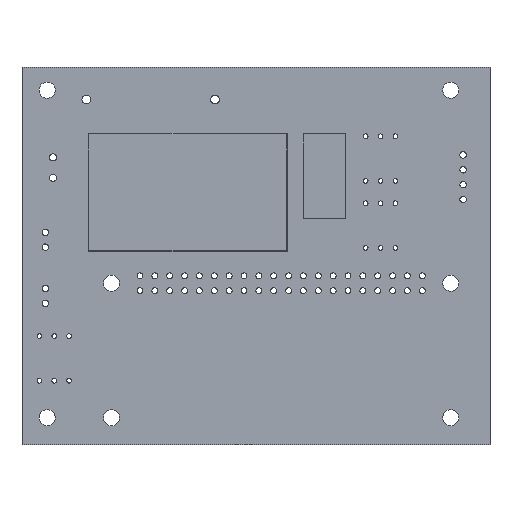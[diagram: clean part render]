
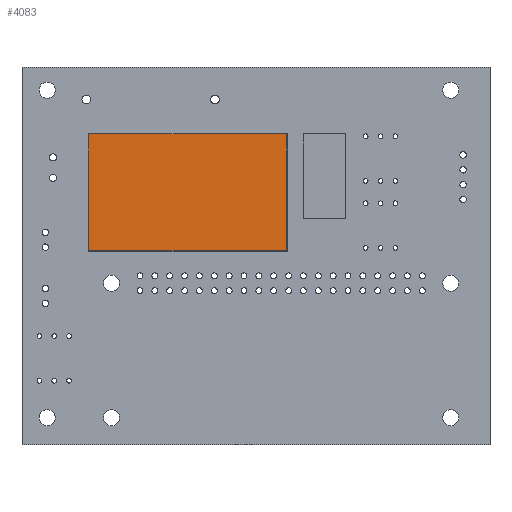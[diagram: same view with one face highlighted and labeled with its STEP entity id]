
A CAD part, top view. The second image highlights one B-rep face of the part: STEP entity #4083.
In plain terms, the highlighted planar face has unit normal (0, 0, 1).
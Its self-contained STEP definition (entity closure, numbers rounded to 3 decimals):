
#3865 = VERTEX_POINT('',#3866);
#3866 = CARTESIAN_POINT('',(0.1,0.1,15.));
#3873 = EDGE_CURVE('',#3865,#3874,#3876,.T.);
#3874 = VERTEX_POINT('',#3875);
#3875 = CARTESIAN_POINT('',(0.1,20.1,15.));
#3876 = LINE('',#3877,#3878);
#3877 = CARTESIAN_POINT('',(0.1,0.,15.));
#3878 = VECTOR('',#3879,1.);
#3879 = DIRECTION('',(0.,1.,0.));
#4083 = ADVANCED_FACE('',(#4084),#4109,.T.);
#4084 = FACE_BOUND('',#4085,.T.);
#4085 = EDGE_LOOP('',(#4086,#4087,#4095,#4103));
#4086 = ORIENTED_EDGE('',*,*,#3873,.F.);
#4087 = ORIENTED_EDGE('',*,*,#4088,.T.);
#4088 = EDGE_CURVE('',#3865,#4089,#4091,.T.);
#4089 = VERTEX_POINT('',#4090);
#4090 = CARTESIAN_POINT('',(33.9,0.1,15.));
#4091 = LINE('',#4092,#4093);
#4092 = CARTESIAN_POINT('',(0.,0.1,15.));
#4093 = VECTOR('',#4094,1.);
#4094 = DIRECTION('',(1.,0.,0.));
#4095 = ORIENTED_EDGE('',*,*,#4096,.T.);
#4096 = EDGE_CURVE('',#4089,#4097,#4099,.T.);
#4097 = VERTEX_POINT('',#4098);
#4098 = CARTESIAN_POINT('',(33.9,20.1,15.));
#4099 = LINE('',#4100,#4101);
#4100 = CARTESIAN_POINT('',(33.9,0.,15.));
#4101 = VECTOR('',#4102,1.);
#4102 = DIRECTION('',(0.,1.,0.));
#4103 = ORIENTED_EDGE('',*,*,#4104,.F.);
#4104 = EDGE_CURVE('',#3874,#4097,#4105,.T.);
#4105 = LINE('',#4106,#4107);
#4106 = CARTESIAN_POINT('',(0.,20.1,15.));
#4107 = VECTOR('',#4108,1.);
#4108 = DIRECTION('',(1.,0.,0.));
#4109 = PLANE('',#4110);
#4110 = AXIS2_PLACEMENT_3D('',#4111,#4112,#4113);
#4111 = CARTESIAN_POINT('',(0.,0.,15.));
#4112 = DIRECTION('',(0.,0.,1.));
#4113 = DIRECTION('',(1.,0.,0.));
